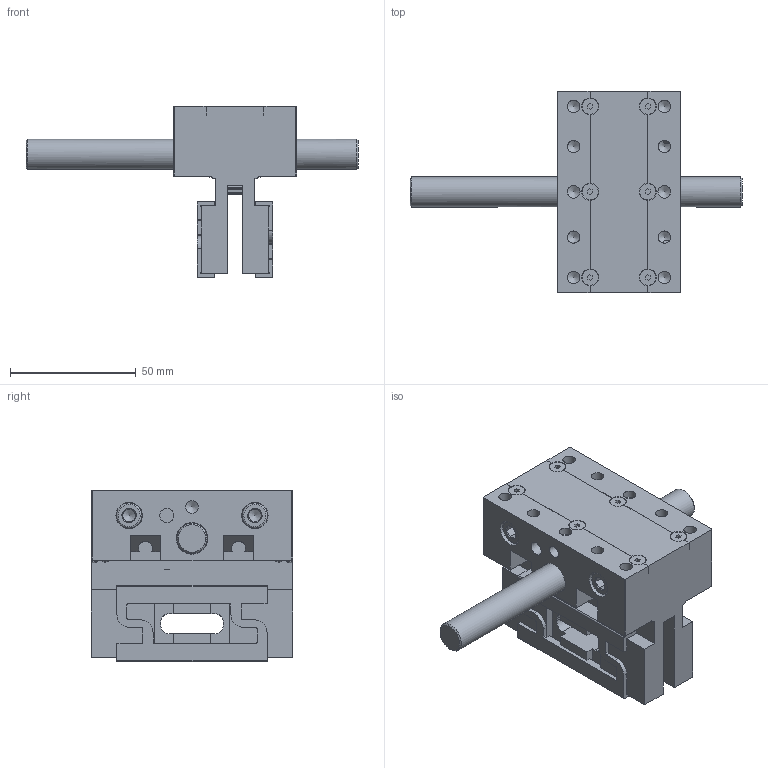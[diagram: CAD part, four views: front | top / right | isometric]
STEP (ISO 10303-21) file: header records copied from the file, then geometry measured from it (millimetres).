
FILE_DESCRIPTION(/* description */ ('Unknown'),/* implementation_level */ '2;1');
FILE_NAME(/* name */ 'A-0000152-Schlitten50-80lg-Zahnstange',/* time_stamp */ '2020-03-19T15:10:48+01:00',/* author */ ('Unknown'),/* organization */ ('Unknown'),/* preprocessor_version */ 'ST-DEVELOPER v16.7',/* originating_system */ 'Solid Edge',/* authorisation */ 'Unknown');
FILE_SCHEMA (('AUTOMOTIVE_DESIGN {1 0 10303 214 3 1 1}'));
Length unit declared in the file: millimetre
Products named in the file (1): A-0000152-Schlitten50-80lg-Zahnstange-dy
Bounding box: 132 x 80 x 68.1 mm (x, y, z)
Volume: 162867.1 mm3; surface area: 47056 mm2
Topology: 1 solids, 3 shells, 703 faces, 2083 edges, 1359 vertices
Faces by surface type: plane 429, cylinder 165, cone 89, torus 10, bspline 10
Full cylindrical faces by diameter (mm): 3 x4, 4.917 x18, 5 x4, 5.6 x2, 6 x2, 6.4 x4, 10 x2, 10.5 x4, 12 x2
Entity records: 28298 total; most frequent: CARTESIAN_POINT 4977, ORIENTED_EDGE 3908, DIRECTION 3675, EDGE_CURVE 1954, VERTEX_POINT 1316, LINE 1297, VECTOR 1297, AXIS2_PLACEMENT_3D 1189
